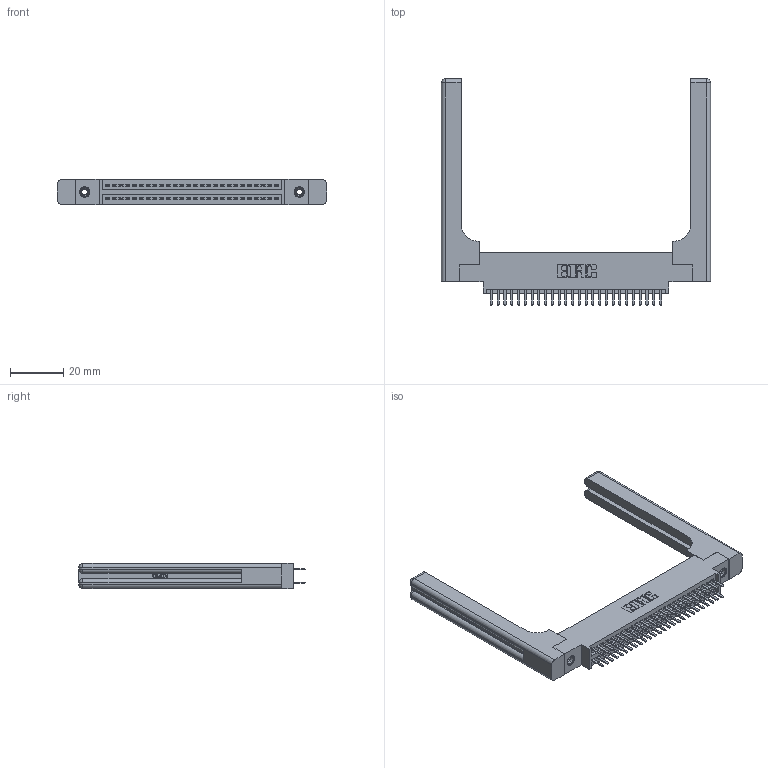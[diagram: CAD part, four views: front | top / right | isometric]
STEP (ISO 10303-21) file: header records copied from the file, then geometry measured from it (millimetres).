
FILE_DESCRIPTION (( 'STEP AP203' ), '1' );
FILE_NAME ('395-052-520-858.STEP', '2019-10-19T14:37:24', ( '' ), ( '' ), 'SwSTEP 2.0', 'SolidWorks 2016', '' );
FILE_SCHEMA (( 'CONFIG_CONTROL_DESIGN' ));
Length unit declared in the file: inch
Products named in the file (5): 345 Part_0.170 Offset - 0.156 Dia-TH; 345-292-001_345-293-120; 345-250-001_345-250-001-102; 345-220-058_345-220-058; 395-052-520-858
Assembly tree (57 placements, depth 2):
  395-052-520-858
    345 Part_0.170 Offset - 0.156 Dia-TH
    345-292-001_345-293-120  x52
    345-250-001_345-250-001-102  x2
    345-220-058_345-220-058  x2
Bounding box: 101.07 x 84.96 x 9.4 mm (x, y, z)
Volume: 18008.1 mm3; surface area: 18935.1 mm2
Topology: 57 solids, 57 shells, 3194 faces, 9183 edges, 5962 vertices
Faces by surface type: plane 2052, cylinder 1082, bspline 36, cone 12, sphere 8, torus 4
Entity records: 27982 total; most frequent: CARTESIAN_POINT 5713, ORIENTED_EDGE 4432, DIRECTION 3976, EDGE_CURVE 2216, VECTOR 1884, LINE 1884, VERTEX_POINT 1466, AXIS2_PLACEMENT_3D 1046
